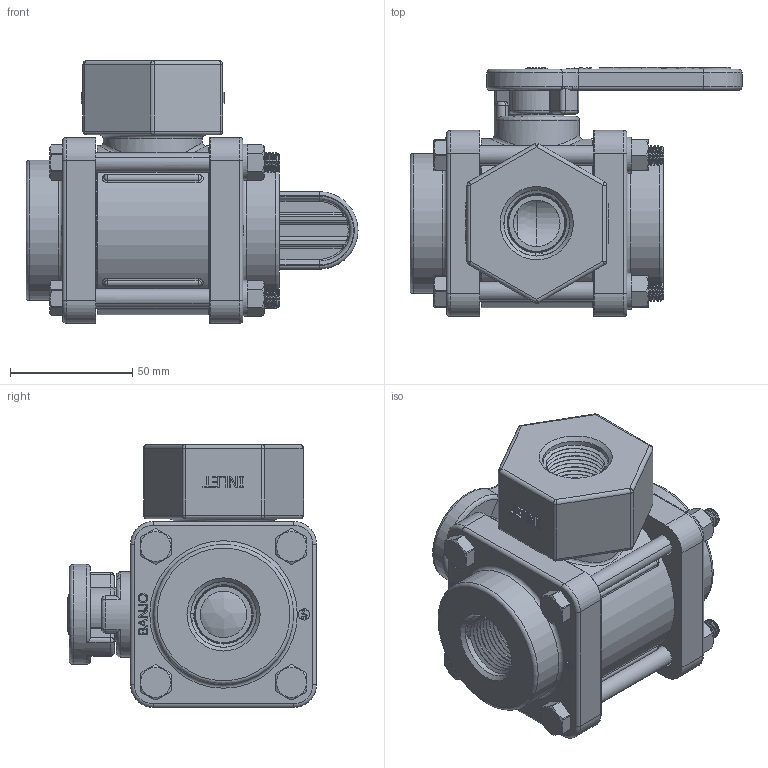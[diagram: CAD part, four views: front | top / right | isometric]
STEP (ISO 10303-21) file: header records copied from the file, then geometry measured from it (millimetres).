
FILE_DESCRIPTION(/* description */ ('3/4" FNPT 3-WAY SIDE LOAD VALVE'),/* implementation_level */ '2;1');
FILE_NAME(/* name */ 'V075SL.stp',/* time_stamp */ '2023-08-29T14:55:54-04:00',/* author */ ('MEG'),/* organization */ (''),/* preprocessor_version */ 'ST-DEVELOPER v18.1',/* originating_system */ 'Autodesk Inventor 2022',/* authorisation */ '');
FILE_SCHEMA (('AUTOMOTIVE_DESIGN { 1 0 10303 214 3 1 1 }'));
Products named in the file (20): V075SL; V07354S; V07354SX; V07357; V07357X; V07020; V10060; V10117; V10118; V10119; V10151; V10159; V10163; V10258; V10264; V10355S; V10355SM; VX10355S; V10153A; SW10
Assembly tree (31 placements, depth 4):
  V075SL
    V07354S
      V07354SX
    V07357  x2
      V07357X
    V07020
    V10060
    V10117  x4
    V10118  x4
    V10119  x4
    V10151
    V10159
    V10163
    V10258  x2
    V10264  x2
    V10355S
      V10355SM
        VX10355S
    V10153A
    SW10
Bounding box: 135.99 x 102.03 x 107.7 mm (x, y, z)
Volume: 456721.6 mm3; surface area: 137035.8 mm2
Topology: 27 solids, 27 shells, 2222 faces, 5248 edges, 3187 vertices
Faces by surface type: plane 803, cylinder 633, cone 471, bspline 172, torus 101, sphere 42
Full cylindrical faces by diameter (mm): 2.261 x1, 2.972 x1, 3.556 x4, 3.683 x1, 4.572 x2, 4.702 x3, 4.826 x1, 5.08 x1, 5.159 x1, 9.271 x8, 11.112 x1, 14.275 x1, 14.351 x1, 14.529 x1, 14.605 x1, 18.72 x1, 18.923 x1, 19.05 x5, 20.32 x1, 22.098 x1, 22.225 x2, 22.86 x1, 25.908 x4, 34.925 x1, 38.1 x2, 38.735 x2, 40.64 x1, 44.958 x2, 53.848 x1, 57.404 x2
Entity records: 50839 total; most frequent: CARTESIAN_POINT 19185, ORIENTED_EDGE 6542, DIRECTION 6096, EDGE_CURVE 3271, VERTEX_POINT 2054, AXIS2_PLACEMENT_3D 2051, LINE 1994, VECTOR 1994
